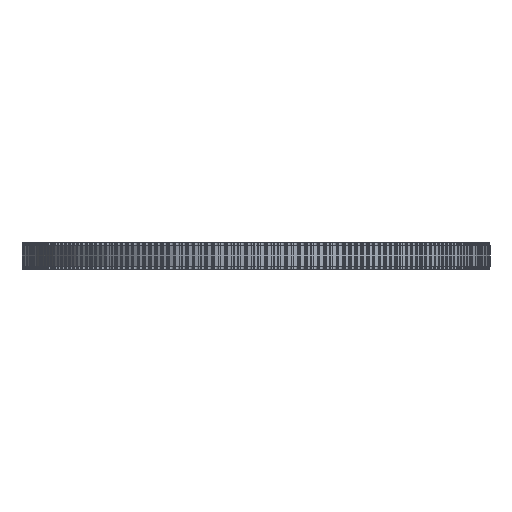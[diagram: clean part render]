
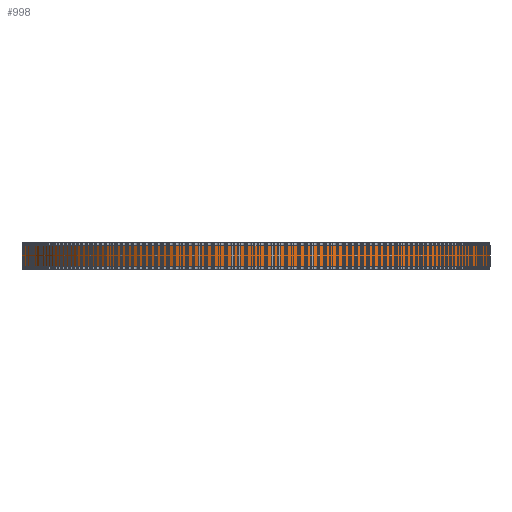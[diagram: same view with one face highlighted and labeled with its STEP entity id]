
A CAD part, front view. The second image highlights one B-rep face of the part: STEP entity #998.
In plain terms, the highlighted cylindrical face has radius 69.71 mm (diameter 139.42 mm), a full revolution.
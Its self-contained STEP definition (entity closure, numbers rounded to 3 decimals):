
#97=FACE_BOUND('',#3632,.T.);
#98=FACE_BOUND('',#3633,.T.);
#998=ADVANCED_FACE('',(#97,#98),#1875,.T.);
#1875=CYLINDRICAL_SURFACE('',#19415,69.71);
#3632=EDGE_LOOP('',(#10642));
#3633=EDGE_LOOP('',(#10643));
#10642=ORIENTED_EDGE('',*,*,#15026,.T.);
#10643=ORIENTED_EDGE('',*,*,#15027,.T.);
#12396=VERTEX_POINT('',#30820);
#12397=VERTEX_POINT('',#30822);
#15026=EDGE_CURVE('',#12396,#12396,#16780,.T.);
#15027=EDGE_CURVE('',#12397,#12397,#16781,.T.);
#16780=CIRCLE('',#19413,69.71);
#16781=CIRCLE('',#19414,69.71);
#19413=AXIS2_PLACEMENT_3D('',#30819,#25554,#25555);
#19414=AXIS2_PLACEMENT_3D('',#30821,#25556,#25557);
#19415=AXIS2_PLACEMENT_3D('',#30823,#25558,#25559);
#25554=DIRECTION('',(0.,0.,1.));
#25555=DIRECTION('',(1.,0.,0.));
#25556=DIRECTION('',(0.,0.,-1.));
#25557=DIRECTION('',(1.,0.,0.));
#25558=DIRECTION('',(0.,0.,1.));
#25559=DIRECTION('',(1.,0.,0.));
#30819=CARTESIAN_POINT('',(0.,0.,1.));
#30820=CARTESIAN_POINT('',(69.71,0.,1.));
#30821=CARTESIAN_POINT('',(0.,0.,7.));
#30822=CARTESIAN_POINT('',(69.71,0.,7.));
#30823=CARTESIAN_POINT('',(0.,0.,1.));
